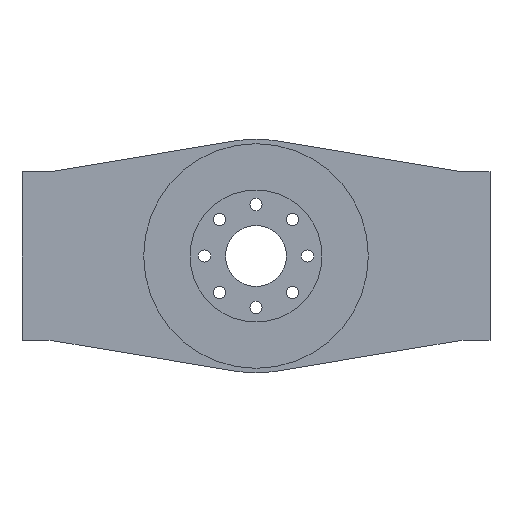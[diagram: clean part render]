
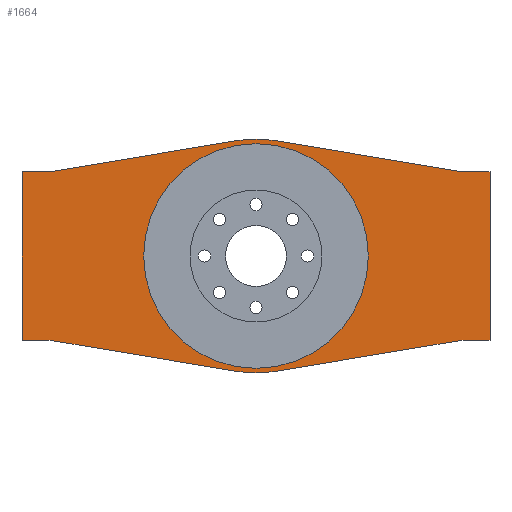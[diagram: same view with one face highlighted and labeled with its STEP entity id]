
A CAD part, front view. The second image highlights one B-rep face of the part: STEP entity #1664.
In plain terms, the highlighted planar face has unit normal (0, -1, 0).
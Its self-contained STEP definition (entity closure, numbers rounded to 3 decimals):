
#70 = CARTESIAN_POINT ( 'NONE',  ( -24., 0., 18. ) ) ;
#73 = CARTESIAN_POINT ( 'NONE',  ( 50., 0., 36. ) ) ;
#118 = CARTESIAN_POINT ( 'NONE',  ( -50., 0., 0. ) ) ;
#133 = CARTESIAN_POINT ( 'NONE',  ( -44.829, 0., 0. ) ) ;
#137 = CARTESIAN_POINT ( 'NONE',  ( -50., 0., 36. ) ) ;
#163 = CARTESIAN_POINT ( 'NONE',  ( 24., 0., 18. ) ) ;
#176 = CARTESIAN_POINT ( 'NONE',  ( -44., 0., 36. ) ) ;
#260 = CARTESIAN_POINT ( 'NONE',  ( 43.182, 0., -0.137 ) ) ;
#261 = CARTESIAN_POINT ( 'NONE',  ( -4.117, 0., -6.659 ) ) ;
#277 = CARTESIAN_POINT ( 'NONE',  ( -43.182, 0., -0.137 ) ) ;
#295 = CARTESIAN_POINT ( 'NONE',  ( -4.117, 0., 42.659 ) ) ;
#299 = CARTESIAN_POINT ( 'NONE',  ( 4.117, 0., -6.659 ) ) ;
#308 = CARTESIAN_POINT ( 'NONE',  ( 44., 0., 36. ) ) ;
#313 = CARTESIAN_POINT ( 'NONE',  ( 4.117, 0., 42.659 ) ) ;
#323 = CARTESIAN_POINT ( 'NONE',  ( 44.829, 0., 0. ) ) ;
#329 = VERTEX_POINT ( 'NONE', #323 ) ;
#338 = VERTEX_POINT ( 'NONE', #313 ) ;
#343 = VERTEX_POINT ( 'NONE', #308 ) ;
#352 = VERTEX_POINT ( 'NONE', #299 ) ;
#356 = VERTEX_POINT ( 'NONE', #295 ) ;
#374 = VERTEX_POINT ( 'NONE', #277 ) ;
#390 = VERTEX_POINT ( 'NONE', #261 ) ;
#391 = VERTEX_POINT ( 'NONE', #260 ) ;
#475 = VERTEX_POINT ( 'NONE', #176 ) ;
#488 = VERTEX_POINT ( 'NONE', #163 ) ;
#514 = VERTEX_POINT ( 'NONE', #137 ) ;
#518 = VERTEX_POINT ( 'NONE', #133 ) ;
#533 = VERTEX_POINT ( 'NONE', #118 ) ;
#578 = VERTEX_POINT ( 'NONE', #73 ) ;
#581 = VERTEX_POINT ( 'NONE', #70 ) ;
#779 = EDGE_CURVE ( 'NONE', #514, #533, #2708, .T. ) ;
#871 = LINE ( 'NONE', #1791, #880 ) ;
#877 = LINE ( 'NONE', #1792, #890 ) ;
#880 = VECTOR ( 'NONE', #1785, 1000. ) ;
#890 = VECTOR ( 'NONE', #1777, 1000. ) ;
#924 = LINE ( 'NONE', #2360, #927 ) ;
#927 = VECTOR ( 'NONE', #2359, 1000. ) ;
#1037 = CIRCLE ( 'NONE', #1519, 24. ) ;
#1519 = AXIS2_PLACEMENT_3D ( 'NONE', #2059, #2057, #2056 ) ;
#1664 = ADVANCED_FACE ( 'NONE', ( #5072, #5074 ), #5664, .F. ) ;
#1777 = DIRECTION ( 'NONE',  ( 1., 0., 0. ) ) ;
#1785 = DIRECTION ( 'NONE',  ( 1., 0., 0. ) ) ;
#1791 = CARTESIAN_POINT ( 'NONE',  ( 50., 0., 36. ) ) ;
#1792 = CARTESIAN_POINT ( 'NONE',  ( 0., 0., 0. ) ) ;
#2056 = DIRECTION ( 'NONE',  ( 1., 0., 0. ) ) ;
#2057 = DIRECTION ( 'NONE',  ( 0., -1., 0. ) ) ;
#2059 = CARTESIAN_POINT ( 'NONE',  ( 0., 0., 18. ) ) ;
#2359 = DIRECTION ( 'NONE',  ( 0., 0., -1. ) ) ;
#2360 = CARTESIAN_POINT ( 'NONE',  ( 50., 0., 36. ) ) ;
#2371 = VERTEX_POINT ( 'NONE', #5448 ) ;
#2708 = LINE ( 'NONE', #5803, #2710 ) ;
#2710 = VECTOR ( 'NONE', #5801, 1000. ) ;
#2758 = AXIS2_PLACEMENT_3D ( 'NONE', #5310, #5308, #5307 ) ;
#2759 = AXIS2_PLACEMENT_3D ( 'NONE', #5329, #5328, #5327 ) ;
#2760 = AXIS2_PLACEMENT_3D ( 'NONE', #5339, #5337, #5336 ) ;
#2762 = AXIS2_PLACEMENT_3D ( 'NONE', #5347, #5346, #5344 ) ;
#2763 = AXIS2_PLACEMENT_3D ( 'NONE', #5352, #5351, #5350 ) ;
#2829 = AXIS2_PLACEMENT_3D ( 'NONE', #5666, #5670, #5662 ) ;
#3196 = ORIENTED_EDGE ( 'NONE', *, *, #3638, .F. ) ;
#3197 = ORIENTED_EDGE ( 'NONE', *, *, #3929, .F. ) ;
#3198 = ORIENTED_EDGE ( 'NONE', *, *, #3779, .T. ) ;
#3199 = ORIENTED_EDGE ( 'NONE', *, *, #3639, .T. ) ;
#3200 = ORIENTED_EDGE ( 'NONE', *, *, #3640, .T. ) ;
#3201 = ORIENTED_EDGE ( 'NONE', *, *, #3641, .T. ) ;
#3202 = ORIENTED_EDGE ( 'NONE', *, *, #3642, .T. ) ;
#3203 = ORIENTED_EDGE ( 'NONE', *, *, #3643, .T. ) ;
#3204 = ORIENTED_EDGE ( 'NONE', *, *, #3644, .T. ) ;
#3205 = ORIENTED_EDGE ( 'NONE', *, *, #3806, .F. ) ;
#3206 = ORIENTED_EDGE ( 'NONE', *, *, #3645, .F. ) ;
#3207 = ORIENTED_EDGE ( 'NONE', *, *, #3646, .T. ) ;
#3208 = ORIENTED_EDGE ( 'NONE', *, *, #3647, .T. ) ;
#3209 = ORIENTED_EDGE ( 'NONE', *, *, #3648, .T. ) ;
#3210 = ORIENTED_EDGE ( 'NONE', *, *, #3774, .F. ) ;
#3211 = ORIENTED_EDGE ( 'NONE', *, *, #779, .T. ) ;
#3638 = EDGE_CURVE ( 'NONE', #488, #581, #4349, .T. ) ;
#3639 = EDGE_CURVE ( 'NONE', #518, #374, #4342, .T. ) ;
#3640 = EDGE_CURVE ( 'NONE', #374, #390, #4353, .T. ) ;
#3641 = EDGE_CURVE ( 'NONE', #390, #352, #4354, .T. ) ;
#3642 = EDGE_CURVE ( 'NONE', #352, #391, #4356, .T. ) ;
#3643 = EDGE_CURVE ( 'NONE', #391, #329, #4357, .T. ) ;
#3644 = EDGE_CURVE ( 'NONE', #329, #2371, #4359, .T. ) ;
#3645 = EDGE_CURVE ( 'NONE', #343, #578, #4360, .T. ) ;
#3646 = EDGE_CURVE ( 'NONE', #343, #338, #4362, .T. ) ;
#3647 = EDGE_CURVE ( 'NONE', #338, #356, #4364, .T. ) ;
#3648 = EDGE_CURVE ( 'NONE', #356, #475, #4366, .T. ) ;
#3774 = EDGE_CURVE ( 'NONE', #514, #475, #871, .T. ) ;
#3779 = EDGE_CURVE ( 'NONE', #533, #518, #877, .T. ) ;
#3806 = EDGE_CURVE ( 'NONE', #578, #2371, #924, .T. ) ;
#3929 = EDGE_CURVE ( 'NONE', #581, #488, #1037, .T. ) ;
#4018 = EDGE_LOOP ( 'NONE', ( #3196, #3197 ) ) ;
#4028 = EDGE_LOOP ( 'NONE', ( #3198, #3199, #3200, #3201, #3202, #3203, #3204, #3205, #3206, #3207, #3208, #3209, #3210, #3211 ) ) ;
#4342 = CIRCLE ( 'NONE', #2762, 10. ) ;
#4349 = CIRCLE ( 'NONE', #2763, 24. ) ;
#4353 = LINE ( 'NONE', #5353, #4355 ) ;
#4354 = CIRCLE ( 'NONE', #2760, 25. ) ;
#4355 = VECTOR ( 'NONE', #5354, 1000. ) ;
#4356 = LINE ( 'NONE', #5349, #4358 ) ;
#4357 = CIRCLE ( 'NONE', #2759, 10. ) ;
#4358 = VECTOR ( 'NONE', #5348, 1000. ) ;
#4359 = LINE ( 'NONE', #5341, #4361 ) ;
#4360 = LINE ( 'NONE', #5326, #4363 ) ;
#4361 = VECTOR ( 'NONE', #5340, 1000. ) ;
#4362 = LINE ( 'NONE', #5324, #4365 ) ;
#4363 = VECTOR ( 'NONE', #5325, 1000. ) ;
#4364 = CIRCLE ( 'NONE', #2758, 25. ) ;
#4365 = VECTOR ( 'NONE', #5323, 1000. ) ;
#4366 = LINE ( 'NONE', #5332, #4368 ) ;
#4368 = VECTOR ( 'NONE', #5331, 1000. ) ;
#5072 = FACE_BOUND ( 'NONE', #4018, .T. ) ;
#5074 = FACE_OUTER_BOUND ( 'NONE', #4028, .T. ) ;
#5307 = DIRECTION ( 'NONE',  ( 1., 0., 0. ) ) ;
#5308 = DIRECTION ( 'NONE',  ( 0., -1., 0. ) ) ;
#5310 = CARTESIAN_POINT ( 'NONE',  ( 0., 0., 18. ) ) ;
#5323 = DIRECTION ( 'NONE',  ( -0.986, 0., 0.165 ) ) ;
#5324 = CARTESIAN_POINT ( 'NONE',  ( 7.041, 0., 42.171 ) ) ;
#5325 = DIRECTION ( 'NONE',  ( 1., 0., 0. ) ) ;
#5326 = CARTESIAN_POINT ( 'NONE',  ( 50., 0., 36. ) ) ;
#5327 = DIRECTION ( 'NONE',  ( -1., 0., 0. ) ) ;
#5328 = DIRECTION ( 'NONE',  ( 0., 1., 0. ) ) ;
#5329 = CARTESIAN_POINT ( 'NONE',  ( 44.829, 0., -10. ) ) ;
#5331 = DIRECTION ( 'NONE',  ( -0.986, 0., -0.165 ) ) ;
#5332 = CARTESIAN_POINT ( 'NONE',  ( -7.041, 0., 42.171 ) ) ;
#5336 = DIRECTION ( 'NONE',  ( 1., 0., 0. ) ) ;
#5337 = DIRECTION ( 'NONE',  ( 0., -1., 0. ) ) ;
#5339 = CARTESIAN_POINT ( 'NONE',  ( 0., 0., 18. ) ) ;
#5340 = DIRECTION ( 'NONE',  ( 1., 0., 0. ) ) ;
#5341 = CARTESIAN_POINT ( 'NONE',  ( 0., 0., 0. ) ) ;
#5344 = DIRECTION ( 'NONE',  ( -1., 0., 0. ) ) ;
#5346 = DIRECTION ( 'NONE',  ( 0., 1., 0. ) ) ;
#5347 = CARTESIAN_POINT ( 'NONE',  ( -44.829, 0., -10. ) ) ;
#5348 = DIRECTION ( 'NONE',  ( 0.986, 0., 0.165 ) ) ;
#5349 = CARTESIAN_POINT ( 'NONE',  ( 1.193, 0., -7.147 ) ) ;
#5350 = DIRECTION ( 'NONE',  ( 1., 0., 0. ) ) ;
#5351 = DIRECTION ( 'NONE',  ( 0., -1., 0. ) ) ;
#5352 = CARTESIAN_POINT ( 'NONE',  ( 0., 0., 18. ) ) ;
#5353 = CARTESIAN_POINT ( 'NONE',  ( -1.193, 0., -7.147 ) ) ;
#5354 = DIRECTION ( 'NONE',  ( 0.986, 0., -0.165 ) ) ;
#5448 = CARTESIAN_POINT ( 'NONE',  ( 50., 0., 0. ) ) ;
#5662 = DIRECTION ( 'NONE',  ( -1., 0., 0. ) ) ;
#5664 = PLANE ( 'NONE',  #2829 ) ;
#5666 = CARTESIAN_POINT ( 'NONE',  ( 0., 0., 36. ) ) ;
#5670 = DIRECTION ( 'NONE',  ( 0., 1., 0. ) ) ;
#5801 = DIRECTION ( 'NONE',  ( 0., 0., -1. ) ) ;
#5803 = CARTESIAN_POINT ( 'NONE',  ( -50., 0., 36. ) ) ;
